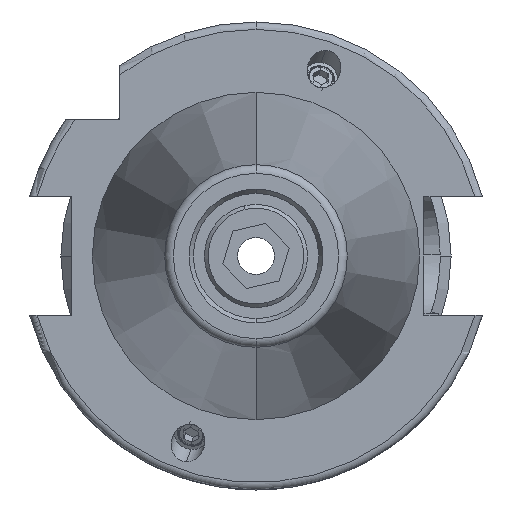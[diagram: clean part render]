
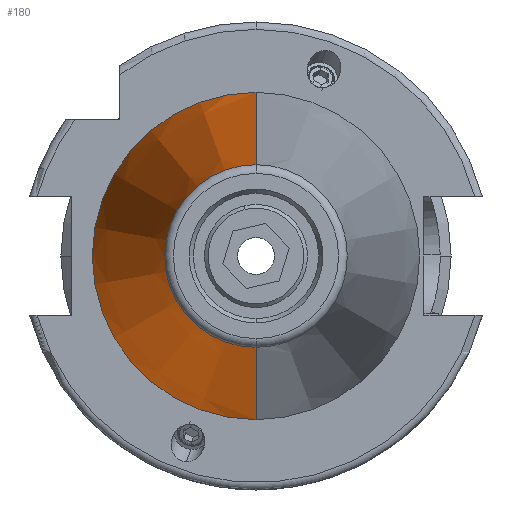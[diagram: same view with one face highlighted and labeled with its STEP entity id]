
A CAD part, left-side view. The second image highlights one B-rep face of the part: STEP entity #180.
In plain terms, the highlighted conical face has half-angle 8.297 degrees and reference radius 22.225 mm.
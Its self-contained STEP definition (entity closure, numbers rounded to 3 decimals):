
#180 = ADVANCED_FACE ( 'NONE', ( #2505 ), #1671, .T. ) ;
#188 = VERTEX_POINT ( 'NONE', #4319 ) ;
#543 = CIRCLE ( 'NONE', #1647, 22.225 ) ;
#784 = CARTESIAN_POINT ( 'NONE',  ( 0., 0., 0. ) ) ;
#926 = CARTESIAN_POINT ( 'NONE',  ( -67.373, -12.4, 0. ) ) ;
#1131 = DIRECTION ( 'NONE',  ( 0., -1., 0. ) ) ;
#1307 = LINE ( 'NONE', #3784, #1345 ) ;
#1345 = VECTOR ( 'NONE', #5564, 1000. ) ;
#1346 = DIRECTION ( 'NONE',  ( 1., 0., 0. ) ) ;
#1623 = CARTESIAN_POINT ( 'NONE',  ( 0., -22.225, 0. ) ) ;
#1647 = AXIS2_PLACEMENT_3D ( 'NONE', #784, #3102, #4873 ) ;
#1671 = CONICAL_SURFACE ( 'NONE', #4998, 22.225, 0.145 ) ;
#2082 = EDGE_CURVE ( 'NONE', #188, #7288, #3872, .T. ) ;
#2400 = AXIS2_PLACEMENT_3D ( 'NONE', #4176, #2915, #1131 ) ;
#2505 = FACE_OUTER_BOUND ( 'NONE', #3646, .T. ) ;
#2915 = DIRECTION ( 'NONE',  ( -1., 0., 0. ) ) ;
#3102 = DIRECTION ( 'NONE',  ( -1., 0., 0. ) ) ;
#3646 = EDGE_LOOP ( 'NONE', ( #4327, #6041, #5547, #5499 ) ) ;
#3784 = CARTESIAN_POINT ( 'NONE',  ( 0., -22.225, 0. ) ) ;
#3872 = LINE ( 'NONE', #4447, #3951 ) ;
#3951 = VECTOR ( 'NONE', #5695, 1000. ) ;
#4176 = CARTESIAN_POINT ( 'NONE',  ( -67.373, 0., 0. ) ) ;
#4319 = CARTESIAN_POINT ( 'NONE',  ( -67.373, 12.4, 0. ) ) ;
#4327 = ORIENTED_EDGE ( 'NONE', *, *, #4696, .F. ) ;
#4447 = CARTESIAN_POINT ( 'NONE',  ( 0., 22.225, 0. ) ) ;
#4696 = EDGE_CURVE ( 'NONE', #7132, #188, #7088, .T. ) ;
#4860 = CARTESIAN_POINT ( 'NONE',  ( 0., 0., 0. ) ) ;
#4873 = DIRECTION ( 'NONE',  ( 0., -1., 0. ) ) ;
#4998 = AXIS2_PLACEMENT_3D ( 'NONE', #4860, #1346, #7383 ) ;
#5081 = CARTESIAN_POINT ( 'NONE',  ( 0., 22.225, 0. ) ) ;
#5427 = VERTEX_POINT ( 'NONE', #1623 ) ;
#5499 = ORIENTED_EDGE ( 'NONE', *, *, #2082, .F. ) ;
#5547 = ORIENTED_EDGE ( 'NONE', *, *, #5879, .T. ) ;
#5564 = DIRECTION ( 'NONE',  ( 0.99, -0.144, 0. ) ) ;
#5695 = DIRECTION ( 'NONE',  ( 0.99, 0.144, 0. ) ) ;
#5879 = EDGE_CURVE ( 'NONE', #5427, #7288, #543, .T. ) ;
#6041 = ORIENTED_EDGE ( 'NONE', *, *, #7055, .T. ) ;
#7055 = EDGE_CURVE ( 'NONE', #7132, #5427, #1307, .T. ) ;
#7088 = CIRCLE ( 'NONE', #2400, 12.4 ) ;
#7132 = VERTEX_POINT ( 'NONE', #926 ) ;
#7288 = VERTEX_POINT ( 'NONE', #5081 ) ;
#7383 = DIRECTION ( 'NONE',  ( 0., 1., 0. ) ) ;
